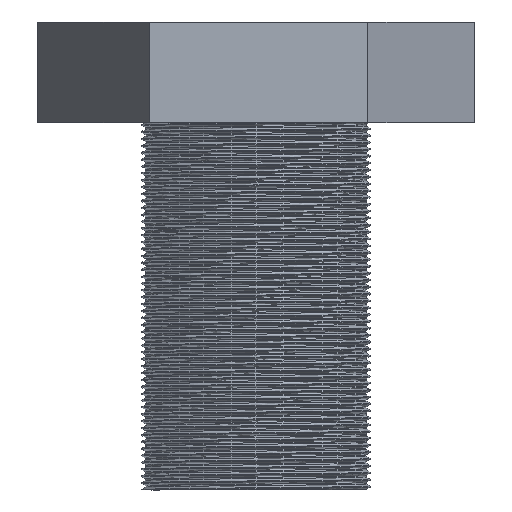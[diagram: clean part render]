
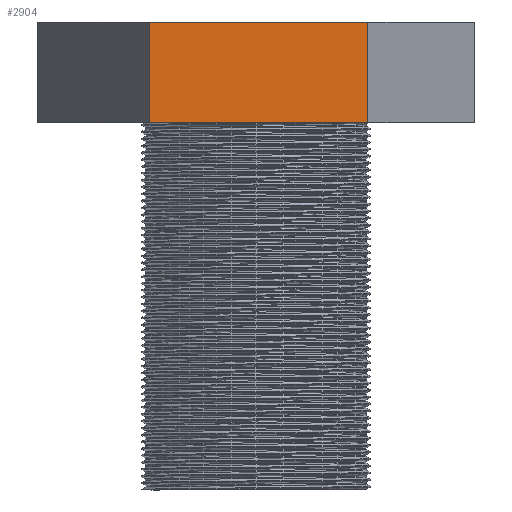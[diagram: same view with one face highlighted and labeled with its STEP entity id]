
A CAD part, left-side view. The second image highlights one B-rep face of the part: STEP entity #2904.
In plain terms, the highlighted planar face has unit normal (-1, -0.014, 0).
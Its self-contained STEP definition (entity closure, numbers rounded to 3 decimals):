
#23=PLANE('',#3079);
#182=FACE_OUTER_BOUND('',#338,.T.);
#338=EDGE_LOOP('',(#2584,#2585,#2586,#2587));
#784=LINE('',#19479,#939);
#788=LINE('',#19488,#943);
#789=LINE('',#19491,#944);
#790=LINE('',#19492,#945);
#939=VECTOR('',#3530,10.);
#943=VECTOR('',#3540,10.);
#944=VECTOR('',#3543,10.);
#945=VECTOR('',#3544,10.);
#1247=VERTEX_POINT('',#19476);
#1248=VERTEX_POINT('',#19478);
#1249=VERTEX_POINT('',#19484);
#1251=VERTEX_POINT('',#19490);
#1693=EDGE_CURVE('',#1247,#1248,#784,.T.);
#1698=EDGE_CURVE('',#1249,#1248,#788,.T.);
#1699=EDGE_CURVE('',#1251,#1249,#789,.T.);
#1700=EDGE_CURVE('',#1251,#1247,#790,.T.);
#2584=ORIENTED_EDGE('',*,*,#1699,.T.);
#2585=ORIENTED_EDGE('',*,*,#1698,.T.);
#2586=ORIENTED_EDGE('',*,*,#1693,.F.);
#2587=ORIENTED_EDGE('',*,*,#1700,.F.);
#2904=ADVANCED_FACE('',(#182),#23,.T.);
#3079=AXIS2_PLACEMENT_3D('',#19489,#3541,#3542);
#3530=DIRECTION('',(0.014,-1.,0.));
#3540=DIRECTION('',(0.,0.,1.));
#3541=DIRECTION('center_axis',(-1.,-0.014,0.));
#3542=DIRECTION('ref_axis',(0.014,-1.,0.));
#3543=DIRECTION('',(0.014,-1.,0.));
#3544=DIRECTION('',(0.,0.,1.));
#19476=CARTESIAN_POINT('',(-41.577,23.241,102.));
#19478=CARTESIAN_POINT('',(-40.915,-24.386,102.));
#19479=CARTESIAN_POINT('',(-41.577,23.241,102.));
#19484=CARTESIAN_POINT('',(-40.915,-24.386,80.));
#19488=CARTESIAN_POINT('',(-40.915,-24.386,80.));
#19489=CARTESIAN_POINT('Origin',(-41.577,23.241,80.));
#19490=CARTESIAN_POINT('',(-41.577,23.241,80.));
#19491=CARTESIAN_POINT('',(-41.577,23.241,80.));
#19492=CARTESIAN_POINT('',(-41.577,23.241,80.));
